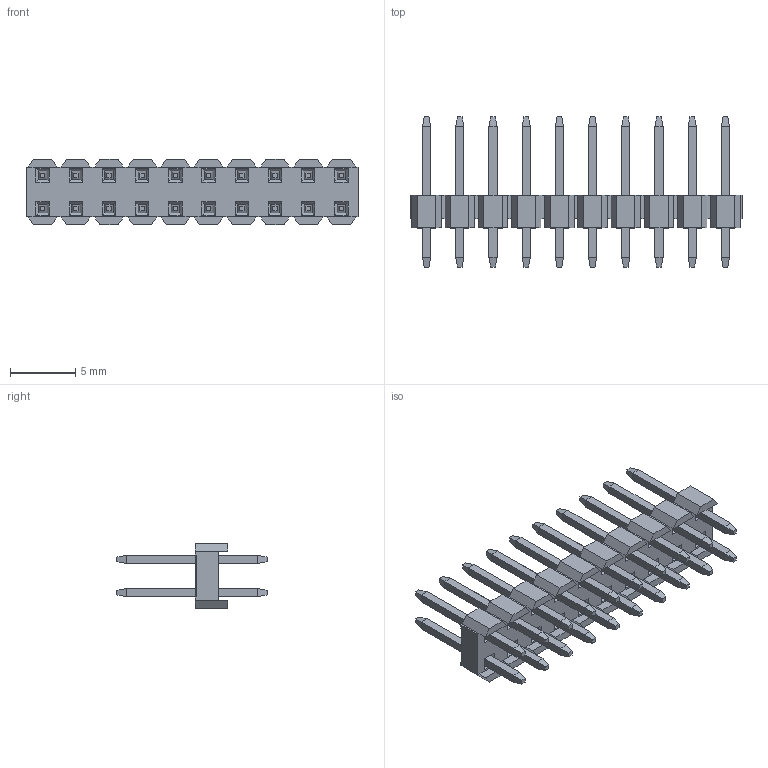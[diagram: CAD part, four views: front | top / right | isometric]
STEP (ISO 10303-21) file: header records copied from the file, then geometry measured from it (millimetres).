
FILE_DESCRIPTION( ('This file contains a STEP AP42 implementation' ,'as created by ZW3D STEP Interface translator.') ,'2;1' );
FILE_NAME( '1125-12XXXXSXXXXXXX.stp' ,'23 329.144751', (''), ('ZWCAD Software Co.'), 'Version 1.0', 'ZW3D to STEP translator', '' );
FILE_SCHEMA(('AUTOMOTIVE_DESIGN { 1 0 10303 214 1 1 1 1 }'));
Length unit declared in the file: millimetre
Products named in the file (2): 0; 1125-1220XXS115XXXX
Bounding box: 25.4 x 11.5 x 5 mm (x, y, z)
Volume: 300.6 mm3; surface area: 1090.9 mm2
Topology: 21 solids, 21 shells, 619 faces, 1424 edges, 856 vertices
Faces by surface type: plane 619
Entity records: 17434 total; most frequent: CARTESIAN_POINT 2900, ORIENTED_EDGE 2848, DIRECTION 2664, VECTOR 1424, LINE 1424, EDGE_CURVE 1424, VERTEX_POINT 856, EDGE_LOOP 668
